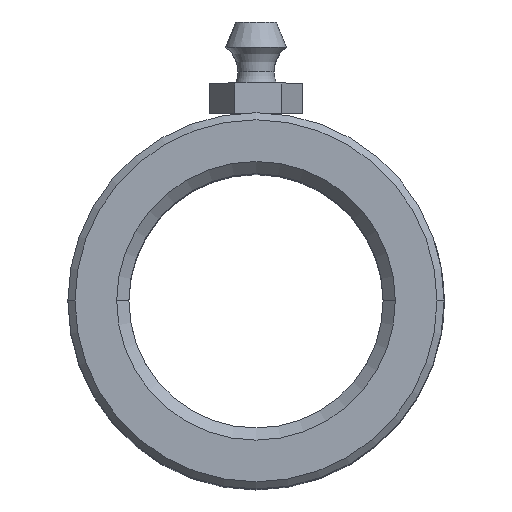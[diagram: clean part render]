
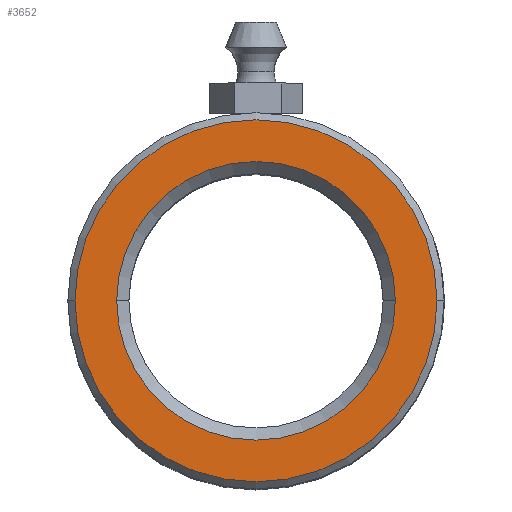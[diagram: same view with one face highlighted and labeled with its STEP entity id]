
A CAD part, top view. The second image highlights one B-rep face of the part: STEP entity #3652.
In plain terms, the highlighted planar face has unit normal (0, 0, 1).
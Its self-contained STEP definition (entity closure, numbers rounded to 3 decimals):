
#351 = DIRECTION ( 'NONE',  ( 0., 0., -1. ) ) ;
#667 = DIRECTION ( 'NONE',  ( 0., 0., 1. ) ) ;
#872 = CARTESIAN_POINT ( 'NONE',  ( 0., 0., 60. ) ) ;
#1161 = DIRECTION ( 'NONE',  ( 1., 0., 0. ) ) ;
#1229 = AXIS2_PLACEMENT_3D ( 'NONE', #3441, #6579, #3981 ) ;
#1242 = EDGE_CURVE ( 'NONE', #4223, #5411, #2652, .T. ) ;
#1376 = ORIENTED_EDGE ( 'NONE', *, *, #1242, .T. ) ;
#1538 = ORIENTED_EDGE ( 'NONE', *, *, #5400, .T. ) ;
#1569 = CARTESIAN_POINT ( 'NONE',  ( -13.7, 0., 60. ) ) ;
#1577 = PLANE ( 'NONE',  #2753 ) ;
#1829 = AXIS2_PLACEMENT_3D ( 'NONE', #5192, #5757, #4701 ) ;
#1883 = DIRECTION ( 'NONE',  ( 0., 0., -1. ) ) ;
#2083 = CARTESIAN_POINT ( 'NONE',  ( 0., 0., 60. ) ) ;
#2386 = EDGE_CURVE ( 'NONE', #5411, #4223, #5900, .T. ) ;
#2652 = CIRCLE ( 'NONE', #4048, 13.7 ) ;
#2753 = AXIS2_PLACEMENT_3D ( 'NONE', #2083, #667, #1161 ) ;
#3013 = FACE_OUTER_BOUND ( 'NONE', #3930, .T. ) ;
#3306 = EDGE_LOOP ( 'NONE', ( #5889, #1376 ) ) ;
#3397 = CARTESIAN_POINT ( 'NONE',  ( 0., 0., 60. ) ) ;
#3429 = DIRECTION ( 'NONE',  ( 1., 0., 0. ) ) ;
#3441 = CARTESIAN_POINT ( 'NONE',  ( 0., 0., 60. ) ) ;
#3652 = ADVANCED_FACE ( 'NONE', ( #3013, #4068 ), #1577, .T. ) ;
#3930 = EDGE_LOOP ( 'NONE', ( #5168, #1538 ) ) ;
#3981 = DIRECTION ( 'NONE',  ( 1., 0., 0. ) ) ;
#4048 = AXIS2_PLACEMENT_3D ( 'NONE', #872, #1883, #3429 ) ;
#4068 = FACE_BOUND ( 'NONE', #3306, .T. ) ;
#4223 = VERTEX_POINT ( 'NONE', #1569 ) ;
#4267 = AXIS2_PLACEMENT_3D ( 'NONE', #3397, #351, #4478 ) ;
#4296 = CARTESIAN_POINT ( 'NONE',  ( 13.7, 0., 60. ) ) ;
#4456 = CARTESIAN_POINT ( 'NONE',  ( -17.8, 0., 60. ) ) ;
#4478 = DIRECTION ( 'NONE',  ( 1., 0., 0. ) ) ;
#4701 = DIRECTION ( 'NONE',  ( 1., 0., 0. ) ) ;
#5001 = VERTEX_POINT ( 'NONE', #4456 ) ;
#5111 = CIRCLE ( 'NONE', #1229, 17.8 ) ;
#5168 = ORIENTED_EDGE ( 'NONE', *, *, #6545, .T. ) ;
#5192 = CARTESIAN_POINT ( 'NONE',  ( 0., 0., 60. ) ) ;
#5400 = EDGE_CURVE ( 'NONE', #6505, #5001, #6478, .T. ) ;
#5411 = VERTEX_POINT ( 'NONE', #4296 ) ;
#5757 = DIRECTION ( 'NONE',  ( 0., 0., 1. ) ) ;
#5889 = ORIENTED_EDGE ( 'NONE', *, *, #2386, .T. ) ;
#5900 = CIRCLE ( 'NONE', #4267, 13.7 ) ;
#5971 = CARTESIAN_POINT ( 'NONE',  ( 17.8, 0., 60. ) ) ;
#6478 = CIRCLE ( 'NONE', #1829, 17.8 ) ;
#6505 = VERTEX_POINT ( 'NONE', #5971 ) ;
#6545 = EDGE_CURVE ( 'NONE', #5001, #6505, #5111, .T. ) ;
#6579 = DIRECTION ( 'NONE',  ( 0., 0., 1. ) ) ;
